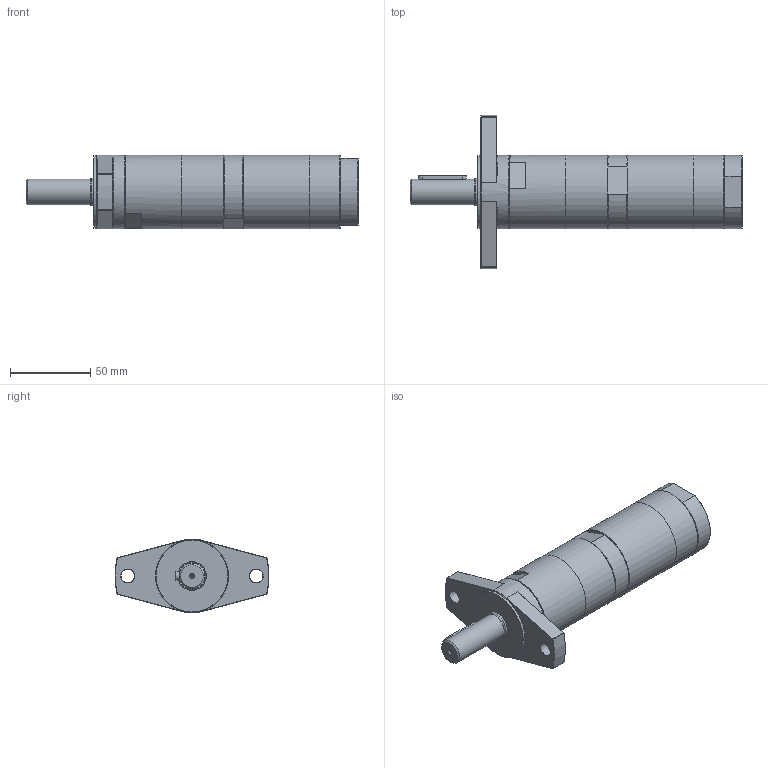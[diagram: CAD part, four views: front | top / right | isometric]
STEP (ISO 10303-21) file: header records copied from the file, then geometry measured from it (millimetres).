
FILE_DESCRIPTION((''),'2;1');
FILE_NAME('MUD 53-390 F80_60031255.stp','2013-07-22T08:34:52',('tpeskos'),(''),'Autodesk Inventor 2013','Autodesk Inventor 2013','');
FILE_SCHEMA(('AUTOMOTIVE_DESIGN { 1 0 10303 214 1 1 1 1 }'));
Length unit declared in the file: millimetre
Products named in the file (1): MUD 53-500 390 220 F80 206,5mm
Bounding box: 206.5 x 95.71 x 46 mm (x, y, z)
Volume: 289078.5 mm3; surface area: 37660 mm2
Topology: 1 solids, 1 shells, 185 faces, 432 edges, 268 vertices
Faces by surface type: plane 119, cone 35, cylinder 24, bspline 7
Full cylindrical faces by diameter (mm): 1.6 x1, 8.3 x2, 11.445 x2, 16 x1, 16.95 x1, 17.5 x1, 18.631 x1, 40 x1, 45 x1, 46 x5
Entity records: 5115 total; most frequent: CARTESIAN_POINT 1101, DIRECTION 796, ORIENTED_EDGE 778, EDGE_CURVE 389, AXIS2_PLACEMENT_3D 274, VERTEX_POINT 260, VECTOR 248, LINE 248
